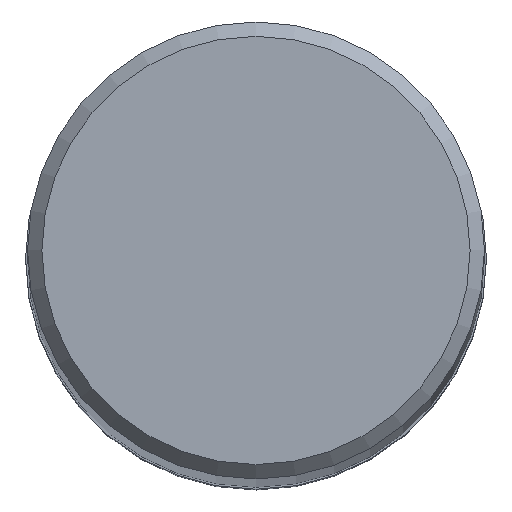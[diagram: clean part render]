
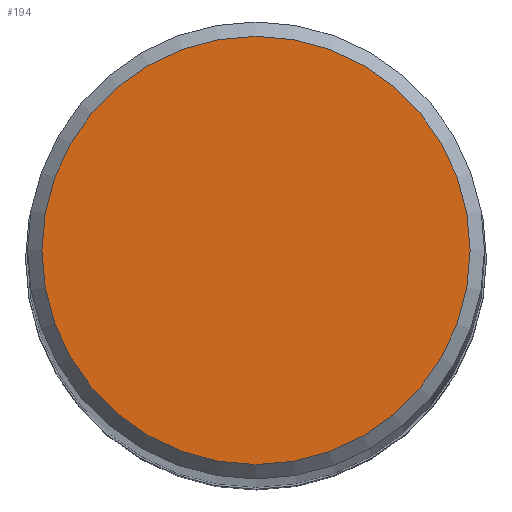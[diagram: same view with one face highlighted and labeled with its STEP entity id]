
A CAD part, top view. The second image highlights one B-rep face of the part: STEP entity #194.
In plain terms, the highlighted planar face has unit normal (0, 0, 1).
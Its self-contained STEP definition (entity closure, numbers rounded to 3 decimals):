
#142=PLANE('',#775);
#173=FACE_OUTER_BOUND('',#319,.T.);
#194=ADVANCED_FACE('CU_CY_N4_SU_1',(#173),#142,.F.);
#319=EDGE_LOOP('',(#399));
#399=ORIENTED_EDGE('',*,*,#631,.F.);
#563=VERTEX_POINT('',#1064);
#631=EDGE_CURVE('',#563,#563,#713,.T.);
#713=CIRCLE('',#774,7.431);
#774=AXIS2_PLACEMENT_3D('',#1063,#864,#865);
#775=AXIS2_PLACEMENT_3D('',#1065,#866,#867);
#864=DIRECTION('',(0.,0.,-1.));
#865=DIRECTION('',(-1.,0.,0.));
#866=DIRECTION('',(0.,0.,-1.));
#867=DIRECTION('',(-1.,0.,0.));
#1063=CARTESIAN_POINT('',(0.,0.,0.));
#1064=CARTESIAN_POINT('',(-7.431,0.,0.));
#1065=CARTESIAN_POINT('',(0.,0.,0.));
